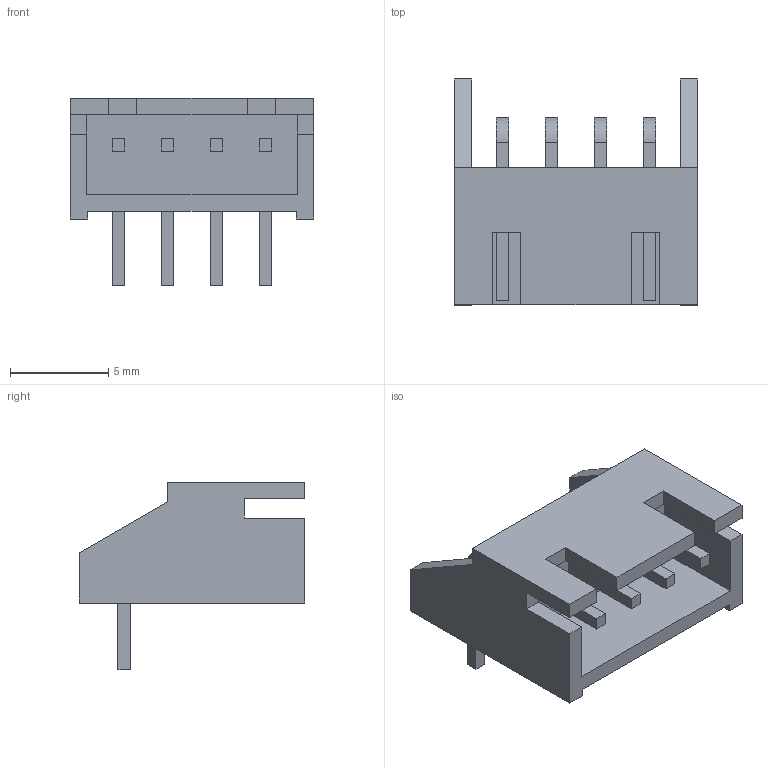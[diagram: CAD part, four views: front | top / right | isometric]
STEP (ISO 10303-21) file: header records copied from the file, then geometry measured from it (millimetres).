
FILE_DESCRIPTION(('FreeCAD Model'),'2;1');
FILE_NAME('JST_XH_S04B-XH-A_04x2.50mm_Angled.STEP','2016-03-20T22:59:50',('Author') ,(''),'Open CASCADE STEP processor 6.8','FreeCAD','Unknown');
FILE_SCHEMA(('AUTOMOTIVE_DESIGN_CC2 { 1 2 10303 214 -1 1 5 4 }'));
Length unit declared in the file: millimetre
Products named in the file (1): S4B-XH-A
Bounding box: 12.4 x 11.5 x 9.55 mm (x, y, z)
Volume: 337.1 mm3; surface area: 757.5 mm2
Topology: 1 solids, 1 shells, 88 faces, 234 edges, 156 vertices
Faces by surface type: plane 80, cylinder 8
Entity records: 7093 total; most frequent: CARTESIAN_POINT 1763, DIRECTION 856, LINE 638, VECTOR 638, ORIENTED_EDGE 468, PCURVE 468, DEFINITIONAL_REPRESENTATION 468, EDGE_CURVE 234
